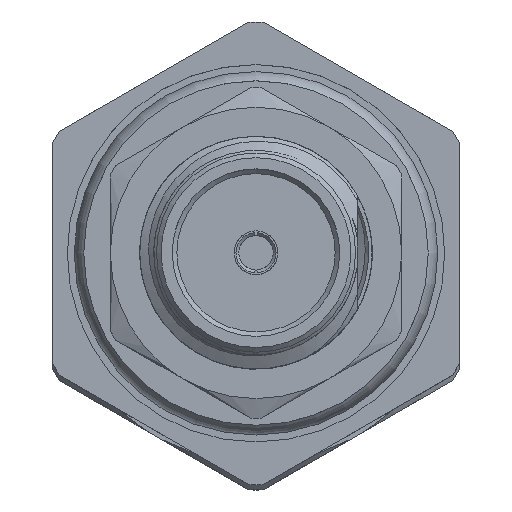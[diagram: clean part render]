
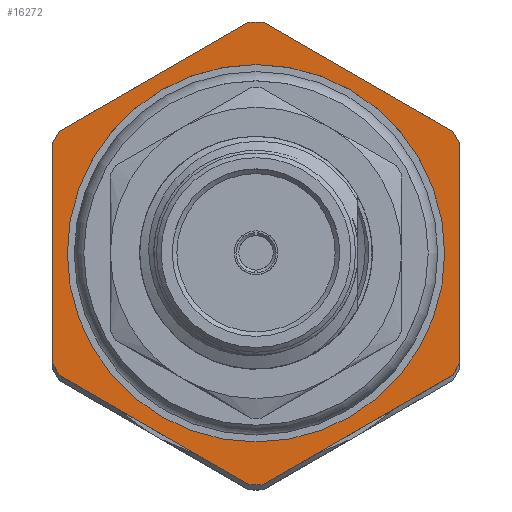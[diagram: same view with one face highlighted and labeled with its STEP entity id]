
A CAD part, top view. The second image highlights one B-rep face of the part: STEP entity #16272.
In plain terms, the highlighted face is planar.
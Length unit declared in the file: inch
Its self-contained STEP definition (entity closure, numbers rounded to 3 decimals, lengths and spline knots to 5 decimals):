
#356 = DIRECTION ( 'NONE',  ( 0., 0., -1. ) ) ;
#480 = DIRECTION ( 'NONE',  ( 1., 0., 0. ) ) ;
#695 = ORIENTED_EDGE ( 'NONE', *, *, #6299, .F. ) ;
#723 = DIRECTION ( 'NONE',  ( 0., -1., 0. ) ) ;
#796 = CIRCLE ( 'NONE', #13179, 0.24848 ) ;
#1005 = VERTEX_POINT ( 'NONE', #8637 ) ;
#1049 = DIRECTION ( 'NONE',  ( 0., 0., -1. ) ) ;
#1666 = VECTOR ( 'NONE', #17631, 39.37008 ) ;
#1774 = DIRECTION ( 'NONE',  ( 0., 0., -1. ) ) ;
#1895 = DIRECTION ( 'NONE',  ( 0., 0., -1. ) ) ;
#2091 = EDGE_CURVE ( 'NONE', #18951, #12439, #22759, .T. ) ;
#2132 = DIRECTION ( 'NONE',  ( 1., 0., 0. ) ) ;
#2258 = CARTESIAN_POINT ( 'NONE',  ( 0.415, -0.1174, 0.219 ) ) ;
#3020 = ORIENTED_EDGE ( 'NONE', *, *, #19371, .F. ) ;
#3172 = ORIENTED_EDGE ( 'NONE', *, *, #22520, .T. ) ;
#3430 = CARTESIAN_POINT ( 'NONE',  ( 0.415, -0.13897, -0.19729 ) ) ;
#3443 = EDGE_CURVE ( 'NONE', #7343, #13419, #8028, .T. ) ;
#3628 = LINE ( 'NONE', #20722, #14440 ) ;
#3656 = EDGE_CURVE ( 'NONE', #18951, #13033, #796, .T. ) ;
#3692 = AXIS2_PLACEMENT_3D ( 'NONE', #18992, #3756, #356 ) ;
#3756 = DIRECTION ( 'NONE',  ( 1., 0., 0. ) ) ;
#3848 = CARTESIAN_POINT ( 'NONE',  ( 0.415, 0.20274, 0. ) ) ;
#3991 = DIRECTION ( 'NONE',  ( 0., 0., -1. ) ) ;
#4103 = CARTESIAN_POINT ( 'NONE',  ( 0.415, -0.24836, 0.00783 ) ) ;
#4308 = EDGE_CURVE ( 'NONE', #15549, #18065, #8697, .T. ) ;
#4670 = ORIENTED_EDGE ( 'NONE', *, *, #5117, .T. ) ;
#4807 = CIRCLE ( 'NONE', #23552, 0.24848 ) ;
#4894 = CARTESIAN_POINT ( 'NONE',  ( 0.415, 0.13096, 0.21117 ) ) ;
#5117 = EDGE_CURVE ( 'NONE', #6095, #13419, #8170, .T. ) ;
#5388 = CARTESIAN_POINT ( 'NONE',  ( 0.415, 0., 0. ) ) ;
#5752 = DIRECTION ( 'NONE',  ( 1., 0., 0. ) ) ;
#5828 = EDGE_LOOP ( 'NONE', ( #3172 ) ) ;
#6095 = VERTEX_POINT ( 'NONE', #4894 ) ;
#6204 = EDGE_CURVE ( 'NONE', #6095, #16000, #4807, .T. ) ;
#6299 = EDGE_CURVE ( 'NONE', #6823, #18065, #8002, .T. ) ;
#6449 = VERTEX_POINT ( 'NONE', #17240 ) ;
#6606 = CARTESIAN_POINT ( 'NONE',  ( 0.415, 0.20274, -0.219 ) ) ;
#6823 = VERTEX_POINT ( 'NONE', #2258 ) ;
#7343 = VERTEX_POINT ( 'NONE', #17265 ) ;
#7581 = CARTESIAN_POINT ( 'NONE',  ( 0.415, 0.20274, 0.219 ) ) ;
#7641 = CARTESIAN_POINT ( 'NONE',  ( 0.415, 0., 0. ) ) ;
#7684 = ORIENTED_EDGE ( 'NONE', *, *, #3656, .F. ) ;
#7966 = FACE_OUTER_BOUND ( 'NONE', #15573, .T. ) ;
#8002 = CIRCLE ( 'NONE', #19958, 0.24848 ) ;
#8028 = CIRCLE ( 'NONE', #11220, 0.24848 ) ;
#8170 = LINE ( 'NONE', #17508, #1666 ) ;
#8529 = CARTESIAN_POINT ( 'NONE',  ( 0.415, -0.13096, -0.21117 ) ) ;
#8637 = CARTESIAN_POINT ( 'NONE',  ( 0.415, 0., -0.20274 ) ) ;
#8697 = LINE ( 'NONE', #22157, #21934 ) ;
#8855 = EDGE_CURVE ( 'NONE', #6823, #16000, #14810, .T. ) ;
#9157 = CARTESIAN_POINT ( 'NONE',  ( 0.415, 0., 0. ) ) ;
#9602 = DIRECTION ( 'NONE',  ( -1., 0., 0. ) ) ;
#9689 = EDGE_CURVE ( 'NONE', #11369, #13033, #10340, .T. ) ;
#10340 = LINE ( 'NONE', #6606, #21966 ) ;
#10463 = AXIS2_PLACEMENT_3D ( 'NONE', #3848, #9602, #13694 ) ;
#10542 = CARTESIAN_POINT ( 'NONE',  ( 0.415, 0., 0. ) ) ;
#10808 = CARTESIAN_POINT ( 'NONE',  ( 0.415, -0.24836, -0.00783 ) ) ;
#11220 = AXIS2_PLACEMENT_3D ( 'NONE', #7641, #2132, #3991 ) ;
#11248 = DIRECTION ( 'NONE',  ( 0., -0.5, -0.866 ) ) ;
#11369 = VERTEX_POINT ( 'NONE', #22932 ) ;
#11596 = VECTOR ( 'NONE', #12949, 39.37008 ) ;
#12196 = CARTESIAN_POINT ( 'NONE',  ( 0.415, -0.13096, 0.21117 ) ) ;
#12439 = VERTEX_POINT ( 'NONE', #10808 ) ;
#12886 = CIRCLE ( 'NONE', #13657, 0.24848 ) ;
#12930 = ORIENTED_EDGE ( 'NONE', *, *, #6204, .F. ) ;
#12949 = DIRECTION ( 'NONE',  ( 0., 1., 0. ) ) ;
#13033 = VERTEX_POINT ( 'NONE', #16033 ) ;
#13064 = ORIENTED_EDGE ( 'NONE', *, *, #15648, .F. ) ;
#13179 = AXIS2_PLACEMENT_3D ( 'NONE', #22722, #5752, #1774 ) ;
#13326 = EDGE_CURVE ( 'NONE', #7343, #6449, #3628, .T. ) ;
#13419 = VERTEX_POINT ( 'NONE', #23070 ) ;
#13657 = AXIS2_PLACEMENT_3D ( 'NONE', #17585, #480, #19836 ) ;
#13694 = DIRECTION ( 'NONE',  ( 0., 0., 1. ) ) ;
#13997 = ORIENTED_EDGE ( 'NONE', *, *, #3443, .F. ) ;
#14282 = DIRECTION ( 'NONE',  ( 1., 0., 0. ) ) ;
#14440 = VECTOR ( 'NONE', #11248, 39.37008 ) ;
#14810 = LINE ( 'NONE', #7581, #11596 ) ;
#14860 = CIRCLE ( 'NONE', #3692, 0.24848 ) ;
#15549 = VERTEX_POINT ( 'NONE', #4103 ) ;
#15573 = EDGE_LOOP ( 'NONE', ( #19924, #695, #22793, #12930, #4670, #13997, #23816, #3020, #19338, #7684, #17930, #13064 ) ) ;
#15648 = EDGE_CURVE ( 'NONE', #15549, #12439, #14860, .T. ) ;
#16000 = VERTEX_POINT ( 'NONE', #23333 ) ;
#16033 = CARTESIAN_POINT ( 'NONE',  ( 0.415, -0.1174, -0.219 ) ) ;
#16272 = ADVANCED_FACE ( 'NONE', ( #18842, #7966 ), #19319, .T. ) ;
#17240 = CARTESIAN_POINT ( 'NONE',  ( 0.415, 0.13096, -0.21117 ) ) ;
#17265 = CARTESIAN_POINT ( 'NONE',  ( 0.415, 0.24836, -0.00783 ) ) ;
#17508 = CARTESIAN_POINT ( 'NONE',  ( 0.415, 0.24034, 0.02171 ) ) ;
#17585 = CARTESIAN_POINT ( 'NONE',  ( 0.415, 0., 0. ) ) ;
#17631 = DIRECTION ( 'NONE',  ( 0., 0.5, -0.866 ) ) ;
#17930 = ORIENTED_EDGE ( 'NONE', *, *, #2091, .T. ) ;
#18005 = VECTOR ( 'NONE', #22645, 39.37008 ) ;
#18065 = VERTEX_POINT ( 'NONE', #12196 ) ;
#18842 = FACE_BOUND ( 'NONE', #5828, .T. ) ;
#18885 = DIRECTION ( 'NONE',  ( 1., 0., 0. ) ) ;
#18951 = VERTEX_POINT ( 'NONE', #8529 ) ;
#18992 = CARTESIAN_POINT ( 'NONE',  ( 0.415, 0., 0. ) ) ;
#19319 = PLANE ( 'NONE',  #10463 ) ;
#19338 = ORIENTED_EDGE ( 'NONE', *, *, #9689, .T. ) ;
#19371 = EDGE_CURVE ( 'NONE', #11369, #6449, #12886, .T. ) ;
#19836 = DIRECTION ( 'NONE',  ( 0., 0., -1. ) ) ;
#19924 = ORIENTED_EDGE ( 'NONE', *, *, #4308, .T. ) ;
#19958 = AXIS2_PLACEMENT_3D ( 'NONE', #9157, #20367, #1895 ) ;
#20035 = DIRECTION ( 'NONE',  ( 0., 0.5, 0.866 ) ) ;
#20061 = CIRCLE ( 'NONE', #23239, 0.20274 ) ;
#20367 = DIRECTION ( 'NONE',  ( 1., 0., 0. ) ) ;
#20722 = CARTESIAN_POINT ( 'NONE',  ( 0.415, 0.24034, -0.02171 ) ) ;
#21934 = VECTOR ( 'NONE', #20035, 39.37008 ) ;
#21966 = VECTOR ( 'NONE', #723, 39.37008 ) ;
#22157 = CARTESIAN_POINT ( 'NONE',  ( 0.415, -0.13897, 0.19729 ) ) ;
#22362 = DIRECTION ( 'NONE',  ( 0., 0., -1. ) ) ;
#22520 = EDGE_CURVE ( 'NONE', #1005, #1005, #20061, .T. ) ;
#22645 = DIRECTION ( 'NONE',  ( 0., -0.5, 0.866 ) ) ;
#22722 = CARTESIAN_POINT ( 'NONE',  ( 0.415, 0., 0. ) ) ;
#22759 = LINE ( 'NONE', #3430, #18005 ) ;
#22793 = ORIENTED_EDGE ( 'NONE', *, *, #8855, .T. ) ;
#22932 = CARTESIAN_POINT ( 'NONE',  ( 0.415, 0.1174, -0.219 ) ) ;
#23070 = CARTESIAN_POINT ( 'NONE',  ( 0.415, 0.24836, 0.00783 ) ) ;
#23239 = AXIS2_PLACEMENT_3D ( 'NONE', #10542, #14282, #1049 ) ;
#23333 = CARTESIAN_POINT ( 'NONE',  ( 0.415, 0.1174, 0.219 ) ) ;
#23552 = AXIS2_PLACEMENT_3D ( 'NONE', #5388, #18885, #22362 ) ;
#23816 = ORIENTED_EDGE ( 'NONE', *, *, #13326, .T. ) ;
